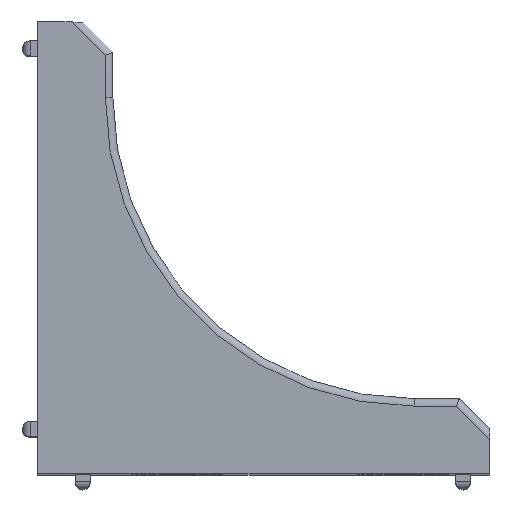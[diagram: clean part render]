
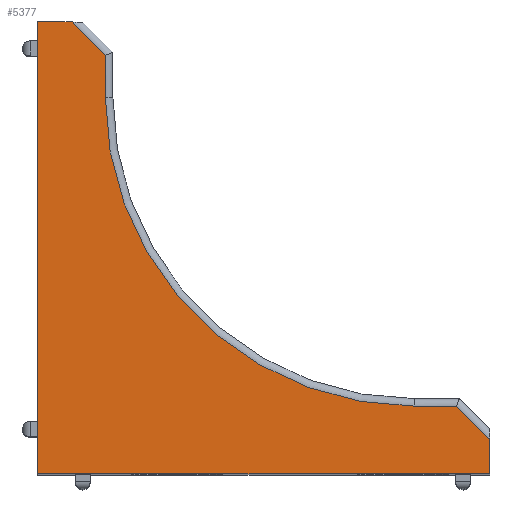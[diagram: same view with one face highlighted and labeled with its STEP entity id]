
A CAD part, top view. The second image highlights one B-rep face of the part: STEP entity #5377.
In plain terms, the highlighted planar face has unit normal (0, 0, 1).
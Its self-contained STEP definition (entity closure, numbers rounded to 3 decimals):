
#73=CARTESIAN_POINT('',(60.0,4.586,0.0));
#74=VERTEX_POINT('',#73);
#92=CARTESIAN_POINT('',(55.584,9.002,0.0));
#93=VERTEX_POINT('',#92);
#101=CARTESIAN_POINT('',(55.584,9.002,0.0));
#102=DIRECTION('',(0.707,-0.707,0.0));
#103=VECTOR('',#102,6.246);
#104=LINE('',#101,#103);
#105=EDGE_CURVE('',#93,#74,#104,.T.);
#117=CARTESIAN_POINT('',(49.998,9.002,0.0));
#118=VERTEX_POINT('',#117);
#126=CARTESIAN_POINT('',(49.998,9.002,0.0));
#127=DIRECTION('',(1.0,0.0,0.0));
#128=VECTOR('',#127,5.586);
#129=LINE('',#126,#128);
#130=EDGE_CURVE('',#118,#93,#129,.T.);
#149=CARTESIAN_POINT('',(9.002,49.998,0.0));
#150=VERTEX_POINT('',#149);
#158=CARTESIAN_POINT('',(49.998,49.998,0.0));
#159=DIRECTION('',(0.0,0.0,1.));
#160=DIRECTION('',(-0.707,-0.707,0.0));
#161=AXIS2_PLACEMENT_3D('',#158,#159,#160);
#162=CIRCLE('',#161,40.996);
#163=EDGE_CURVE('',#150,#118,#162,.T.);
#181=CARTESIAN_POINT('',(9.002,55.584,0.0));
#182=VERTEX_POINT('',#181);
#183=CARTESIAN_POINT('',(9.002,55.584,0.0));
#184=DIRECTION('',(0.0,-1.0,0.0));
#185=VECTOR('',#184,5.586);
#186=LINE('',#183,#185);
#187=EDGE_CURVE('',#182,#150,#186,.T.);
#215=CARTESIAN_POINT('',(4.586,60.0,0.0));
#216=VERTEX_POINT('',#215);
#224=CARTESIAN_POINT('',(4.586,60.0,0.0));
#225=DIRECTION('',(0.707,-0.707,0.0));
#226=VECTOR('',#225,6.246);
#227=LINE('',#224,#226);
#228=EDGE_CURVE('',#216,#182,#227,.T.);
#374=CARTESIAN_POINT('',(60.0,0.0,0.0));
#375=VERTEX_POINT('',#374);
#376=CARTESIAN_POINT('',(60.0,0.0,0.0));
#377=DIRECTION('',(0.0,1.0,0.0));
#378=VECTOR('',#377,4.586);
#379=LINE('',#376,#378);
#380=EDGE_CURVE('',#375,#74,#379,.T.);
#5159=CARTESIAN_POINT('',(0.,60.0,0.0));
#5160=VERTEX_POINT('',#5159);
#5167=CARTESIAN_POINT('',(4.586,60.0,0.0));
#5168=DIRECTION('',(-1.0,0.0,0.0));
#5169=VECTOR('',#5168,4.586);
#5170=LINE('',#5167,#5169);
#5171=EDGE_CURVE('',#216,#5160,#5170,.T.);
#5182=CARTESIAN_POINT('',(0.0,0.0,0.0));
#5183=VERTEX_POINT('',#5182);
#5190=CARTESIAN_POINT('',(0.,60.0,0.0));
#5191=DIRECTION('',(0.0,-1.0,0.0));
#5192=VECTOR('',#5191,60.0);
#5193=LINE('',#5190,#5192);
#5194=EDGE_CURVE('',#5160,#5183,#5193,.T.);
#5279=CARTESIAN_POINT('',(0.0,0.0,0.0));
#5280=DIRECTION('',(1.0,0.0,0.0));
#5281=VECTOR('',#5280,60.0);
#5282=LINE('',#5279,#5281);
#5283=EDGE_CURVE('',#5183,#375,#5282,.T.);
#5361=CARTESIAN_POINT('',(17.85,17.85,0.0));
#5362=DIRECTION('',(0.0,0.0,1.0));
#5363=DIRECTION('',(1.0,0.0,0.0));
#5364=AXIS2_PLACEMENT_3D('',#5361,#5362,#5363);
#5365=PLANE('',#5364);
#5366=ORIENTED_EDGE('',*,*,#228,.F.);
#5367=ORIENTED_EDGE('',*,*,#5171,.T.);
#5368=ORIENTED_EDGE('',*,*,#5194,.T.);
#5369=ORIENTED_EDGE('',*,*,#5283,.T.);
#5370=ORIENTED_EDGE('',*,*,#380,.T.);
#5371=ORIENTED_EDGE('',*,*,#105,.F.);
#5372=ORIENTED_EDGE('',*,*,#130,.F.);
#5373=ORIENTED_EDGE('',*,*,#163,.F.);
#5374=ORIENTED_EDGE('',*,*,#187,.F.);
#5375=EDGE_LOOP('',(#5366,#5367,#5368,#5369,#5370,#5371,#5372,#5373,#5374));
#5376=FACE_OUTER_BOUND('',#5375,.T.);
#5377=ADVANCED_FACE('',(#5376),#5365,.T.);
